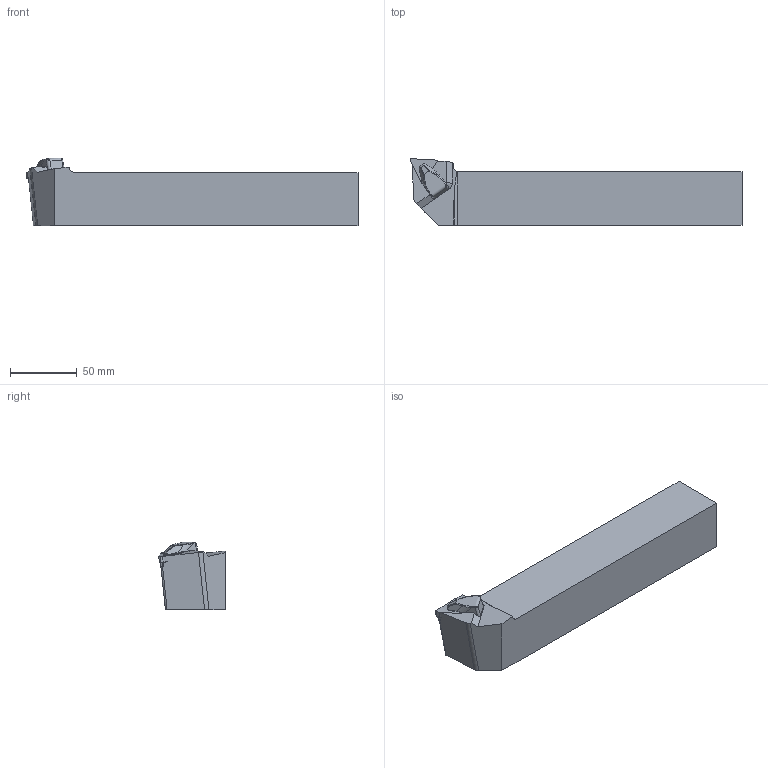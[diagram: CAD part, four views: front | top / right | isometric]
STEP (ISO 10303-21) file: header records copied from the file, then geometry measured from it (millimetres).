
FILE_DESCRIPTION(/* description */ (''),/* implementation_level */ '2;1');
FILE_NAME(/* name */ 'TTJNL-4040-S22.stp',/* time_stamp */ '2023-10-16T17:59:21+03:00',/* author */ (''),/* organization */ (''),/* preprocessor_version */ 'ST-DEVELOPER v19.4',/* originating_system */ 'SIEMENS PLM Software NX2306.3001',/* authorisation */ '');
FILE_SCHEMA (('AUTOMOTIVE_DESIGN { 1 0 10303 214 3 1 1 1 }'));
Length unit declared in the file: millimetre
Products named in the file (1): TTJNR-4040-S22
Bounding box: 249.47 x 49.93 x 50.98 mm (x, y, z)
Volume: 398475.2 mm3; surface area: 44553.3 mm2
Topology: 2 solids, 2 shells, 117 faces, 297 edges, 182 vertices
Faces by surface type: plane 50, cylinder 45, bspline 17, torus 2, sphere 2, cone 1
Full cylindrical faces by diameter (mm): 4.4 x1, 6.4 x1
Entity records: 3901 total; most frequent: CARTESIAN_POINT 1101, DIRECTION 585, ORIENTED_EDGE 580, EDGE_CURVE 290, AXIS2_PLACEMENT_3D 210, VERTEX_POINT 182, LINE 165, VECTOR 165
